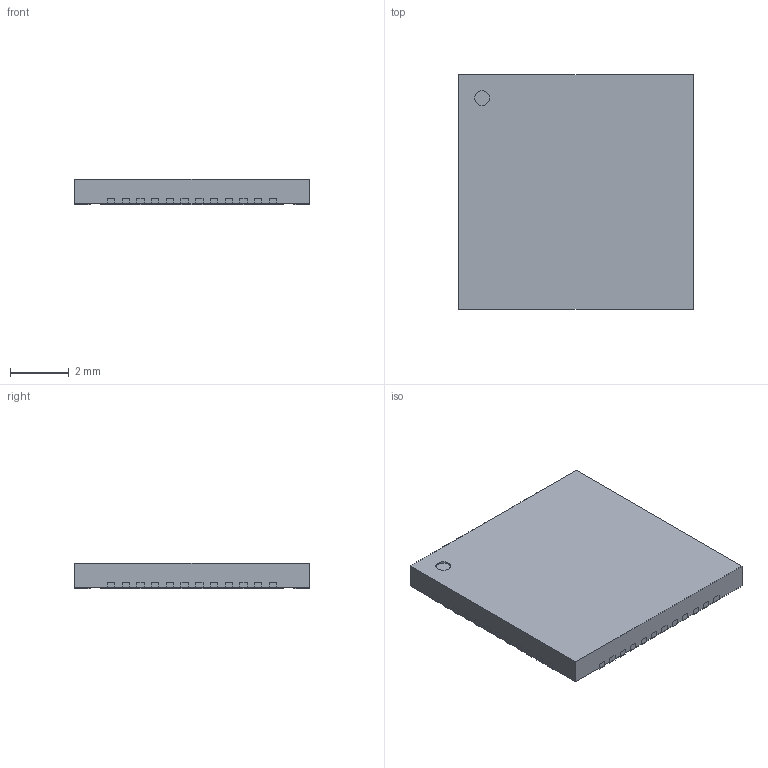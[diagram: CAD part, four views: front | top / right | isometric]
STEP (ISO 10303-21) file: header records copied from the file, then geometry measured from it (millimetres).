
FILE_DESCRIPTION (( 'STEP AP214' ), '1' );
FILE_NAME ('User Library-QFN48_8x8.STEP', '2020-02-10T16:17:18', ( '' ), ( '' ), 'SwSTEP 2.0', 'SolidWorks 2019', '' );
FILE_SCHEMA (( 'AUTOMOTIVE_DESIGN' ));
Length unit declared in the file: millimetre
Products named in the file (1): User Library-QFN48_8x8
Bounding box: 8 x 8 x 0.85 mm (x, y, z)
Surface area: 263.7 mm2
Topology: 50 solids, 50 shells, 400 faces, 897 edges, 598 vertices
Faces by surface type: plane 302, cylinder 98
Entity records: 11585 total; most frequent: CARTESIAN_POINT 1896, DIRECTION 1895, ORIENTED_EDGE 1794, EDGE_CURVE 897, VECTOR 701, LINE 701, VERTEX_POINT 598, AXIS2_PLACEMENT_3D 597
